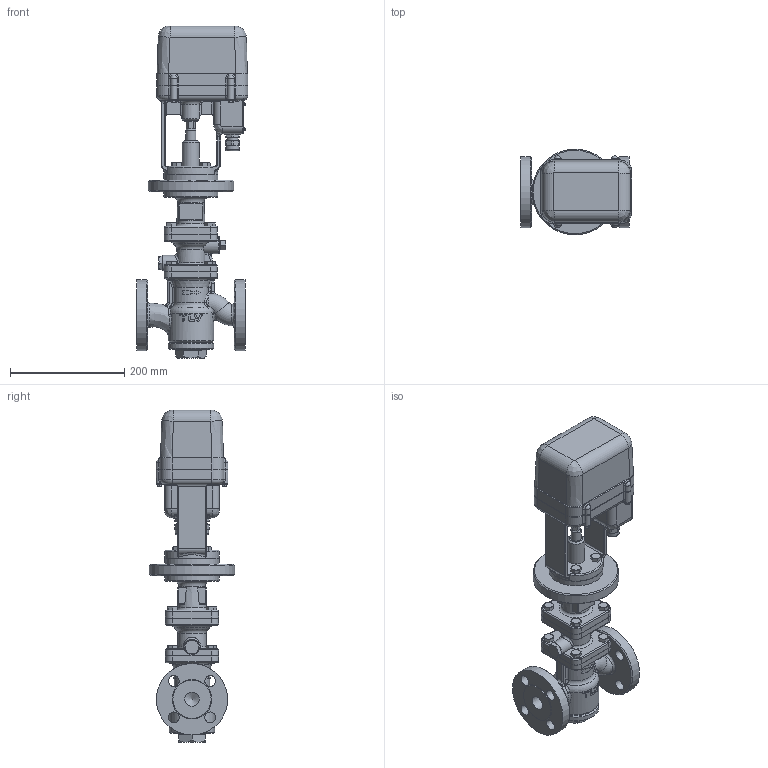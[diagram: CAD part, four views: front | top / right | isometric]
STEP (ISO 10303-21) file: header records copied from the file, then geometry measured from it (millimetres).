
FILE_DESCRIPTION(/* description */ (''),/* implementation_level */ '2;1');
FILE_NAME(/* name */ 'ccr16-025-jis20-00.stp',/* time_stamp */ '2018-01-29T09:46:35+09:00',/* author */ ('nakaot'),/* organization */ (''),/* preprocessor_version */ 'ST-DEVELOPER v15.6',/* originating_system */ 'Autodesk Inventor 2015',/* authorisation */ '');
FILE_SCHEMA (('CONFIG_CONTROL_DESIGN'));
Products named in the file (1): ccr16-025-jis20-00
Bounding box: 196 x 150 x 582 mm (x, y, z)
Volume: 4942644.1 mm3; surface area: 480993.8 mm2
Topology: 1 solids, 3 shells, 1256 faces, 2995 edges, 1810 vertices
Faces by surface type: plane 492, cylinder 328, bspline 177, cone 149, torus 88, sphere 22
Full cylindrical faces by diameter (mm): 2.459 x4, 4 x4, 4.6 x4, 5.3 x4, 6 x8, 7 x4, 10 x24, 12 x16, 18 x1, 18.631 x2, 19 x8, 20 x2, 23 x1, 24 x2, 25 x2, 27 x1, 30 x2, 32 x1, 50 x2, 60 x2, 70 x1, 80 x2, 95 x3, 125 x2, 150 x1
Entity records: 49002 total; most frequent: CARTESIAN_POINT 22295, ORIENTED_EDGE 5576, DIRECTION 5251, EDGE_CURVE 2788, AXIS2_PLACEMENT_3D 2088, VERTEX_POINT 1767, EDGE_LOOP 1545, FACE_OUTER_BOUND 1256
